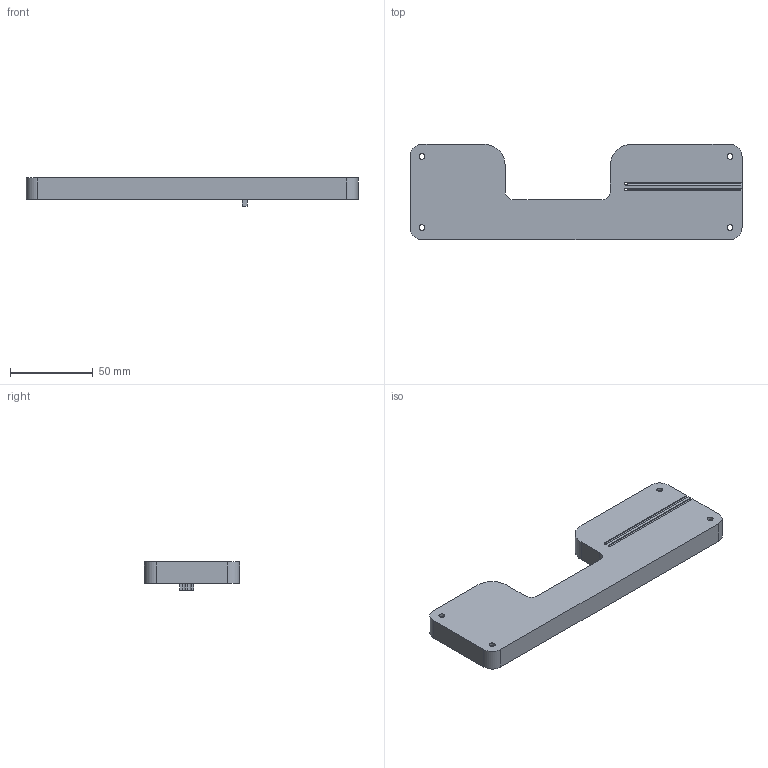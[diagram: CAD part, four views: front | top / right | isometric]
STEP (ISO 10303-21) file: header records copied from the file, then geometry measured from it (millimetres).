
FILE_DESCRIPTION(/* description */ (''),/* implementation_level */ '2;1');
FILE_NAME(/* name */ 'base v19.step',/* time_stamp */ '2024-01-19T17:02:58+01:00',/* author */ (''),/* organization */ (''),/* preprocessor_version */ 'ST-DEVELOPER v20',/* originating_system */ 'Autodesk Translation Framework v12.14.0.127',/* authorisation */ '');
FILE_SCHEMA (('AUTOMOTIVE_DESIGN { 1 0 10303 214 3 1 1 }'));
Length unit declared in the file: millimetre
Products named in the file (1): base
Bounding box: 200.4 x 57.4 x 17 mm (x, y, z)
Volume: 30578.9 mm3; surface area: 32436.1 mm2
Topology: 1 solids, 1 shells, 58 faces, 168 edges, 112 vertices
Faces by surface type: plane 30, cylinder 28
Full cylindrical faces by diameter (mm): 1.7 x2, 3.5 x4
Entity records: 2011 total; most frequent: CARTESIAN_POINT 381, ORIENTED_EDGE 336, DIRECTION 332, EDGE_CURVE 168, VERTEX_POINT 112, AXIS2_PLACEMENT_3D 111, LINE 110, VECTOR 110
